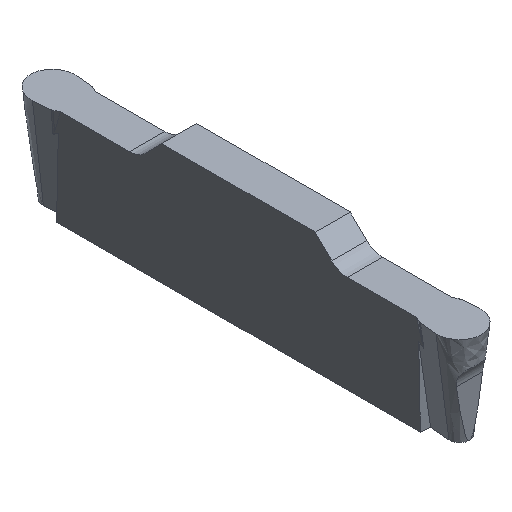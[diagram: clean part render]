
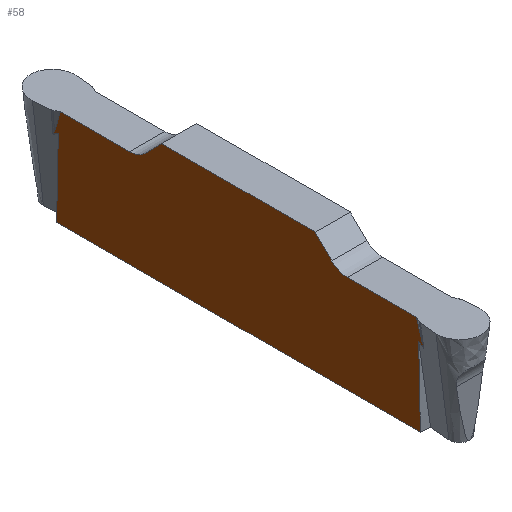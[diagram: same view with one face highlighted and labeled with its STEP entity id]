
A CAD part, isometric view. The second image highlights one B-rep face of the part: STEP entity #58.
In plain terms, the highlighted planar face has unit normal (-1, 0, 0).
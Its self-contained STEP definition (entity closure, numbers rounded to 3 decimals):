
#39=CIRCLE('',#675,1.);
#40=CIRCLE('',#676,1.);
#58=ADVANCED_FACE('',(#112),#88,.T.);
#88=PLANE('',#677);
#112=FACE_OUTER_BOUND('',#144,.T.);
#144=EDGE_LOOP('',(#325,#326,#327,#328,#329,#330,#331,#332,#333,#334,#335,
#336,#337,#338,#339,#340));
#182=LINE('',#889,#242);
#187=LINE('',#1139,#247);
#188=LINE('',#1156,#248);
#189=LINE('',#1158,#249);
#190=LINE('',#1159,#250);
#191=LINE('',#1161,#251);
#192=LINE('',#1174,#252);
#193=LINE('',#1176,#253);
#194=LINE('',#1180,#254);
#195=LINE('',#1182,#255);
#196=LINE('',#1184,#256);
#197=LINE('',#1188,#257);
#242=VECTOR('',#719,1.);
#247=VECTOR('',#726,1.);
#248=VECTOR('',#727,1.);
#249=VECTOR('',#728,1.);
#250=VECTOR('',#729,1.);
#251=VECTOR('',#730,1.);
#252=VECTOR('',#731,1.);
#253=VECTOR('',#732,1.);
#254=VECTOR('',#735,1.);
#255=VECTOR('',#736,1.);
#256=VECTOR('',#737,1.);
#257=VECTOR('',#740,1.);
#325=ORIENTED_EDGE('',*,*,#561,.T.);
#326=ORIENTED_EDGE('',*,*,#562,.T.);
#327=ORIENTED_EDGE('',*,*,#563,.T.);
#328=ORIENTED_EDGE('',*,*,#564,.T.);
#329=ORIENTED_EDGE('',*,*,#546,.T.);
#330=ORIENTED_EDGE('',*,*,#565,.T.);
#331=ORIENTED_EDGE('',*,*,#566,.T.);
#332=ORIENTED_EDGE('',*,*,#567,.T.);
#333=ORIENTED_EDGE('',*,*,#568,.T.);
#334=ORIENTED_EDGE('',*,*,#569,.F.);
#335=ORIENTED_EDGE('',*,*,#570,.F.);
#336=ORIENTED_EDGE('',*,*,#571,.F.);
#337=ORIENTED_EDGE('',*,*,#572,.F.);
#338=ORIENTED_EDGE('',*,*,#573,.F.);
#339=ORIENTED_EDGE('',*,*,#574,.F.);
#340=ORIENTED_EDGE('',*,*,#575,.F.);
#486=VERTEX_POINT('',#888);
#487=VERTEX_POINT('',#890);
#497=VERTEX_POINT('',#1140);
#498=VERTEX_POINT('',#1141);
#499=VERTEX_POINT('',#1155);
#500=VERTEX_POINT('',#1157);
#501=VERTEX_POINT('',#1160);
#502=VERTEX_POINT('',#1162);
#503=VERTEX_POINT('',#1173);
#504=VERTEX_POINT('',#1175);
#505=VERTEX_POINT('',#1177);
#506=VERTEX_POINT('',#1179);
#507=VERTEX_POINT('',#1181);
#508=VERTEX_POINT('',#1183);
#509=VERTEX_POINT('',#1185);
#510=VERTEX_POINT('',#1187);
#546=EDGE_CURVE('',#487,#486,#182,.T.);
#561=EDGE_CURVE('',#497,#498,#187,.T.);
#562=EDGE_CURVE('',#498,#499,#643,.T.);
#563=EDGE_CURVE('',#499,#500,#188,.T.);
#564=EDGE_CURVE('',#500,#487,#189,.T.);
#565=EDGE_CURVE('',#486,#501,#190,.T.);
#566=EDGE_CURVE('',#501,#502,#191,.T.);
#567=EDGE_CURVE('',#502,#503,#644,.T.);
#568=EDGE_CURVE('',#503,#504,#192,.T.);
#569=EDGE_CURVE('',#505,#504,#193,.T.);
#570=EDGE_CURVE('',#506,#505,#39,.T.);
#571=EDGE_CURVE('',#507,#506,#194,.T.);
#572=EDGE_CURVE('',#508,#507,#195,.T.);
#573=EDGE_CURVE('',#509,#508,#196,.T.);
#574=EDGE_CURVE('',#510,#509,#40,.T.);
#575=EDGE_CURVE('',#497,#510,#197,.T.);
#643=B_SPLINE_CURVE_WITH_KNOTS('',3,(#1142,#1143,#1144,#1145,#1146,#1147,
#1148,#1149,#1150,#1151,#1152,#1153,#1154),.UNSPECIFIED.,.F.,.F.,(4,3,3,
3,4),(0.,0.418,0.702,0.921,1.),
 .UNSPECIFIED.);
#644=B_SPLINE_CURVE_WITH_KNOTS('',3,(#1163,#1164,#1165,#1166,#1167,#1168,
#1169,#1170,#1171,#1172),.UNSPECIFIED.,.F.,.F.,(4,3,3,4),(0.,0.217,
0.538,1.),.UNSPECIFIED.);
#675=AXIS2_PLACEMENT_3D('',#1178,#733,#734);
#676=AXIS2_PLACEMENT_3D('',#1186,#738,#739);
#677=AXIS2_PLACEMENT_3D('',#1189,#741,#742);
#719=DIRECTION('',(0.,-1.,0.));
#726=DIRECTION('',(0.,0.279,-0.96));
#727=DIRECTION('',(0.,-0.815,0.579));
#728=DIRECTION('',(0.,0.022,-1.));
#729=DIRECTION('',(0.,0.022,1.));
#730=DIRECTION('',(0.,-0.815,-0.579));
#731=DIRECTION('',(0.,0.279,0.96));
#732=DIRECTION('',(0.,-1.,0.));
#733=DIRECTION('',(-1.,0.,0.));
#734=DIRECTION('',(0.,0.,1.));
#735=DIRECTION('',(0.,-0.707,-0.707));
#736=DIRECTION('',(0.,-1.,0.));
#737=DIRECTION('',(0.,-0.707,0.707));
#738=DIRECTION('',(-1.,0.,0.));
#739=DIRECTION('',(0.,0.,1.));
#740=DIRECTION('',(0.,-1.,0.));
#741=DIRECTION('',(-1.,0.,0.));
#742=DIRECTION('',(0.,0.,1.));
#888=CARTESIAN_POINT('',(-0.8,1.693,-4.454));
#889=CARTESIAN_POINT('',(-0.8,19.75,-4.454));
#890=CARTESIAN_POINT('',(-0.8,18.307,-4.454));
#1139=CARTESIAN_POINT('',(-0.8,17.975,0.539));
#1140=CARTESIAN_POINT('',(-0.8,18.132,0.));
#1141=CARTESIAN_POINT('',(-0.8,18.398,-0.915));
#1142=CARTESIAN_POINT('',(-0.8,18.398,-0.915));
#1143=CARTESIAN_POINT('',(-0.8,18.404,-0.937));
#1144=CARTESIAN_POINT('',(-0.8,18.411,-0.96));
#1145=CARTESIAN_POINT('',(-0.8,18.42,-0.981));
#1146=CARTESIAN_POINT('',(-0.8,18.425,-0.996));
#1147=CARTESIAN_POINT('',(-0.8,18.432,-1.011));
#1148=CARTESIAN_POINT('',(-0.8,18.439,-1.025));
#1149=CARTESIAN_POINT('',(-0.8,18.445,-1.036));
#1150=CARTESIAN_POINT('',(-0.8,18.451,-1.046));
#1151=CARTESIAN_POINT('',(-0.8,18.46,-1.055));
#1152=CARTESIAN_POINT('',(-0.8,18.463,-1.058));
#1153=CARTESIAN_POINT('',(-0.8,18.466,-1.062));
#1154=CARTESIAN_POINT('',(-0.8,18.469,-1.064));
#1155=CARTESIAN_POINT('',(-0.8,18.469,-1.064));
#1156=CARTESIAN_POINT('',(-0.8,18.321,-0.959));
#1157=CARTESIAN_POINT('',(-0.8,18.23,-0.894));
#1158=CARTESIAN_POINT('',(-0.8,18.188,1.02));
#1159=CARTESIAN_POINT('',(-0.8,1.821,1.444));
#1160=CARTESIAN_POINT('',(-0.8,1.77,-0.894));
#1161=CARTESIAN_POINT('',(-0.8,14.646,8.245));
#1162=CARTESIAN_POINT('',(-0.8,1.531,-1.064));
#1163=CARTESIAN_POINT('',(-0.8,1.531,-1.064));
#1164=CARTESIAN_POINT('',(-0.8,1.54,-1.057));
#1165=CARTESIAN_POINT('',(-0.8,1.548,-1.047));
#1166=CARTESIAN_POINT('',(-0.8,1.554,-1.037));
#1167=CARTESIAN_POINT('',(-0.8,1.564,-1.022));
#1168=CARTESIAN_POINT('',(-0.8,1.571,-1.005));
#1169=CARTESIAN_POINT('',(-0.8,1.578,-0.988));
#1170=CARTESIAN_POINT('',(-0.8,1.587,-0.964));
#1171=CARTESIAN_POINT('',(-0.8,1.595,-0.94));
#1172=CARTESIAN_POINT('',(-0.8,1.602,-0.915));
#1173=CARTESIAN_POINT('',(-0.8,1.602,-0.915));
#1174=CARTESIAN_POINT('',(-0.8,3.543,5.763));
#1175=CARTESIAN_POINT('',(-0.8,1.868,0.));
#1176=CARTESIAN_POINT('',(-0.8,19.75,0.));
#1177=CARTESIAN_POINT('',(-0.8,5.032,0.));
#1178=CARTESIAN_POINT('',(-0.8,5.032,1.));
#1179=CARTESIAN_POINT('',(-0.8,5.739,0.293));
#1180=CARTESIAN_POINT('',(-0.8,13.125,7.679));
#1181=CARTESIAN_POINT('',(-0.8,6.5,1.054));
#1182=CARTESIAN_POINT('',(-0.8,19.75,1.054));
#1183=CARTESIAN_POINT('',(-0.8,13.5,1.054));
#1184=CARTESIAN_POINT('',(-0.8,16.625,-2.071));
#1185=CARTESIAN_POINT('',(-0.8,14.261,0.293));
#1186=CARTESIAN_POINT('',(-0.8,14.968,1.));
#1187=CARTESIAN_POINT('',(-0.8,14.968,0.));
#1188=CARTESIAN_POINT('',(-0.8,19.75,0.));
#1189=CARTESIAN_POINT('',(-0.8,19.75,1.054));
